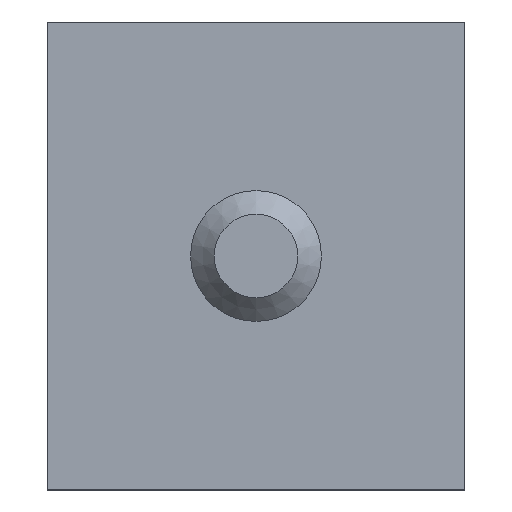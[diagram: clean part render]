
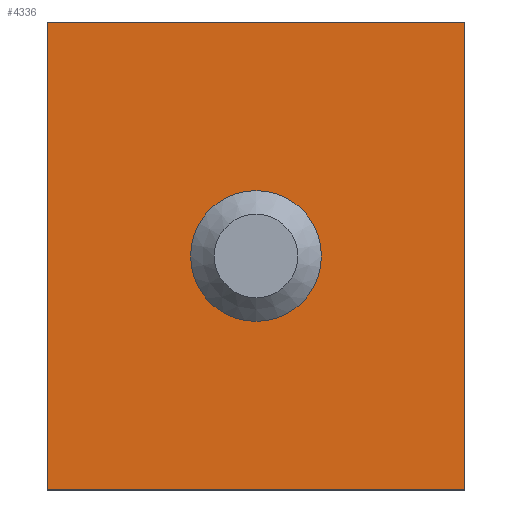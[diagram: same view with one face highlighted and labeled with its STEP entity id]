
A CAD part, left-side view. The second image highlights one B-rep face of the part: STEP entity #4336.
In plain terms, the highlighted face is planar.
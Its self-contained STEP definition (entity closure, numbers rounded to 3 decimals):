
#578=FACE_OUTER_BOUND($,#844,.T.);
#844=EDGE_LOOP($,(#3877,#3878,#3879,#3880));
#1277=LINE($,#7733,#1714);
#1281=LINE($,#7742,#1718);
#1284=LINE($,#7749,#1721);
#1287=LINE($,#7754,#1724);
#1714=VECTOR($,#5436,140.);
#1718=VECTOR($,#5444,125.);
#1721=VECTOR($,#5451,125.);
#1724=VECTOR($,#5456,140.);
#2105=VERTEX_POINT($,#7731);
#2106=VERTEX_POINT($,#7732);
#2109=VERTEX_POINT($,#7741);
#2111=VERTEX_POINT($,#7748);
#2695=EDGE_CURVE($,#2105,#2106,#1277,.T.);
#2699=EDGE_CURVE($,#2109,#2105,#1281,.T.);
#2702=EDGE_CURVE($,#2106,#2111,#1284,.T.);
#2705=EDGE_CURVE($,#2111,#2109,#1287,.T.);
#3877=ORIENTED_EDGE($,*,*,#2705,.T.);
#3878=ORIENTED_EDGE($,*,*,#2699,.T.);
#3879=ORIENTED_EDGE($,*,*,#2695,.T.);
#3880=ORIENTED_EDGE($,*,*,#2702,.T.);
#4084=PLANE($,#4589);
#4336=ADVANCED_FACE($,(#578),#4084,.F.);
#4589=AXIS2_PLACEMENT_3D($,#7756,#5458,#5459);
#5436=DIRECTION($,(-1.,0.,0.));
#5444=DIRECTION($,(0.,-1.,0.));
#5451=DIRECTION($,(0.,1.,0.));
#5456=DIRECTION($,(1.,0.,0.));
#5458=DIRECTION('center_axis',(0.,0.,1.));
#5459=DIRECTION('ref_axis',(1.,0.,0.));
#7731=CARTESIAN_POINT('',(68.505,-84.631,0.));
#7732=CARTESIAN_POINT('',(-71.495,-84.631,0.));
#7733=CARTESIAN_POINT($,(68.505,-84.631,0.));
#7741=CARTESIAN_POINT('',(68.505,40.369,0.));
#7742=CARTESIAN_POINT($,(68.505,40.369,0.));
#7748=CARTESIAN_POINT('',(-71.495,40.369,0.));
#7749=CARTESIAN_POINT($,(-71.495,-84.631,0.));
#7754=CARTESIAN_POINT($,(-71.495,40.369,0.));
#7756=CARTESIAN_POINT('Origin',(-1.495,-22.131,0.));
